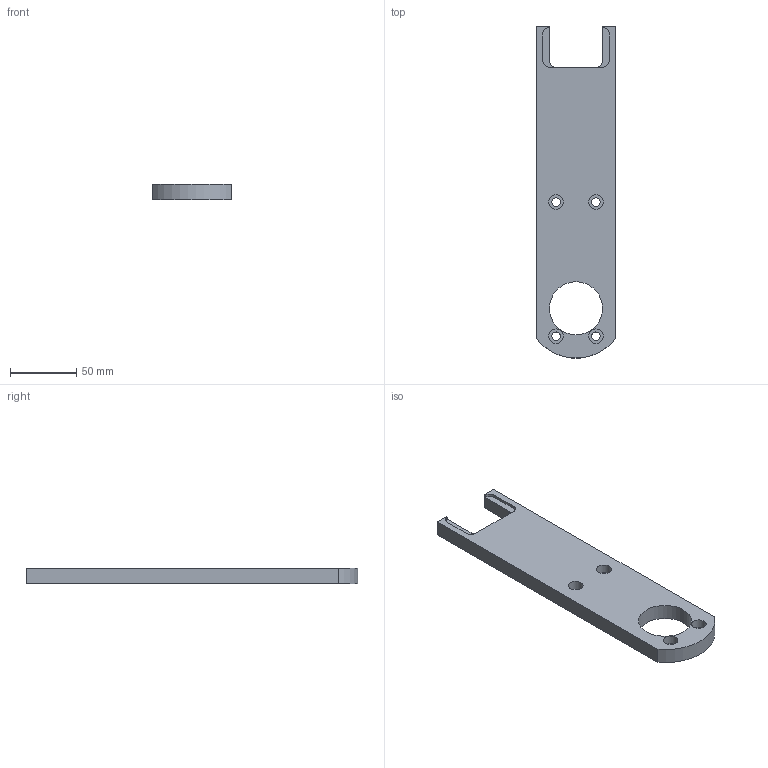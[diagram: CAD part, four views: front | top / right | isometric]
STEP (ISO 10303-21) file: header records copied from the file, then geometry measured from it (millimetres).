
FILE_DESCRIPTION(/* description */ (''),/* implementation_level */ '2;1');
FILE_NAME(/* name */ 'SamplePlate.step',/* time_stamp */ '2023-05-17T17:55:58+02:00',/* author */ (''),/* organization */ (''),/* preprocessor_version */ 'ST-DEVELOPER v19.2',/* originating_system */ 'Autodesk Translation Framework v12.4.0.73',/* authorisation */ '');
FILE_SCHEMA (('AUTOMOTIVE_DESIGN { 1 0 10303 214 3 1 1 }'));
Length unit declared in the file: millimetre
Products named in the file (1): SamplePlate
Bounding box: 60 x 249.87 x 12 mm (x, y, z)
Volume: 142854.1 mm3; surface area: 35237.3 mm2
Topology: 1 solids, 1 shells, 37 faces, 91 edges, 60 vertices
Faces by surface type: cylinder 18, plane 17, cone 2
Full cylindrical faces by diameter (mm): 3.332 x2, 6.4 x4, 11 x4, 40 x1
Entity records: 1148 total; most frequent: DIRECTION 201, CARTESIAN_POINT 187, ORIENTED_EDGE 178, EDGE_CURVE 89, AXIS2_PLACEMENT_3D 74, VERTEX_POINT 60, EDGE_LOOP 53, LINE 53
